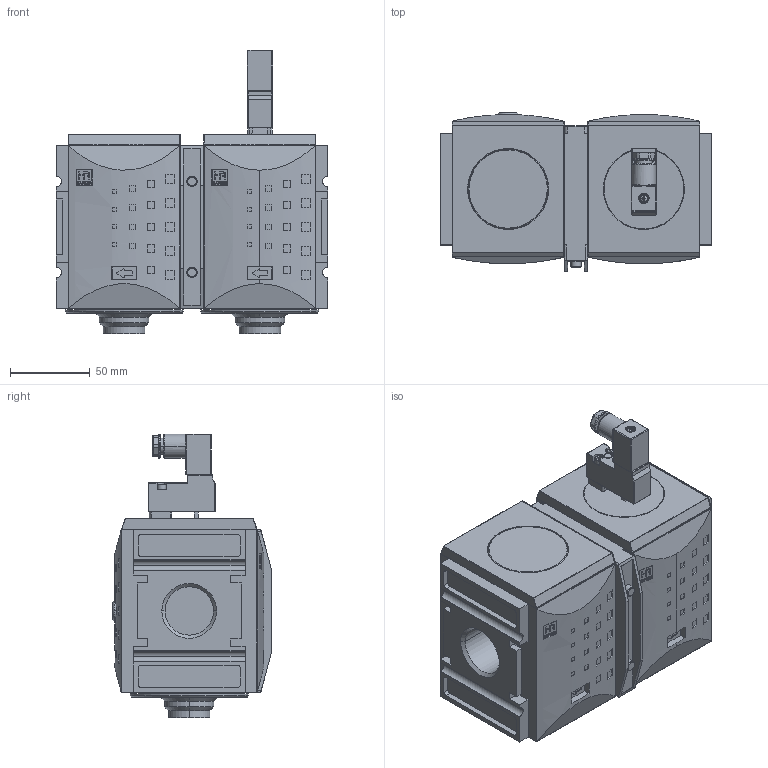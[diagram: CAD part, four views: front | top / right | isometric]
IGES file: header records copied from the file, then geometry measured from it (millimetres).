
Start section: SolidWorks IGES file using analytic representation for surfaces
Global section: file name: K2SA-41.IGS; native system: SolidWorks 2013; preprocessor: SolidWorks 2013; author: technolog; date: 140113.095607; units: millimetre
Bounding box: 170 x 99.5 x 177.77 mm (x, y, z)
Volume: 1627843.7 mm3; surface area: 172821.8 mm2
Topology: 18 solids, 18 shells, 2331 faces, 12648 edges, 16542 vertices
Faces by surface type: plane 1500, revolution 534, bspline 297
